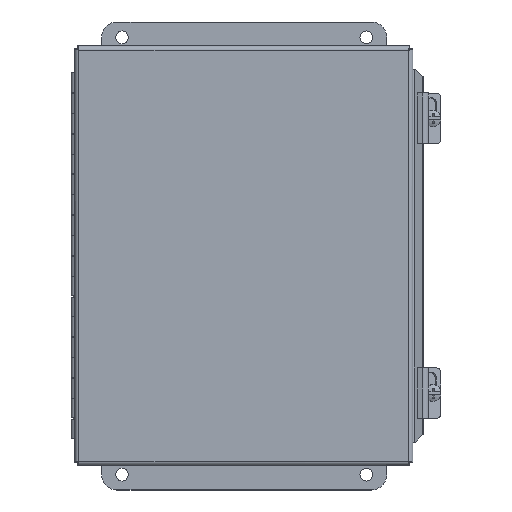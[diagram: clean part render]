
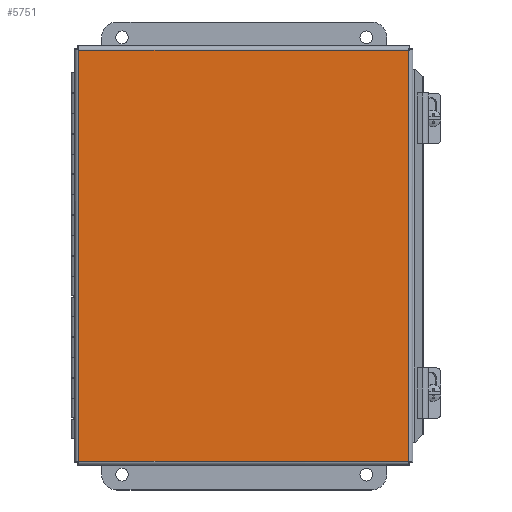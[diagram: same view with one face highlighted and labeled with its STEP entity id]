
A CAD part, top view. The second image highlights one B-rep face of the part: STEP entity #5751.
In plain terms, the highlighted face is planar.
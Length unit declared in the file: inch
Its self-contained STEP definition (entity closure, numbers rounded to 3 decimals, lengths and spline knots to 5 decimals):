
#303=PLANE('',#6158);
#769=LINE('',#9357,#1303);
#785=LINE('',#9459,#1319);
#799=LINE('',#9556,#1333);
#806=LINE('',#9639,#1340);
#1303=VECTOR('',#7257,10.102);
#1319=VECTOR('',#7287,8.102);
#1333=VECTOR('',#7315,10.102);
#1340=VECTOR('',#7332,8.102);
#1806=FACE_OUTER_BOUND('',#2197,.T.);
#2197=EDGE_LOOP('',(#4765,#4766,#4767,#4768));
#2785=VERTEX_POINT('',#9348);
#2786=VERTEX_POINT('',#9356);
#2797=VERTEX_POINT('',#9451);
#2805=VERTEX_POINT('',#9548);
#3430=EDGE_CURVE('',#2786,#2785,#769,.T.);
#3450=EDGE_CURVE('',#2785,#2797,#785,.T.);
#3468=EDGE_CURVE('',#2797,#2805,#799,.T.);
#3479=EDGE_CURVE('',#2805,#2786,#806,.T.);
#4765=ORIENTED_EDGE('',*,*,#3430,.T.);
#4766=ORIENTED_EDGE('',*,*,#3450,.T.);
#4767=ORIENTED_EDGE('',*,*,#3468,.T.);
#4768=ORIENTED_EDGE('',*,*,#3479,.T.);
#5751=ADVANCED_FACE('',(#1806),#303,.F.);
#6158=AXIS2_PLACEMENT_3D('',#9725,#7357,#7358);
#7257=DIRECTION('',(0.,-1.,0.));
#7287=DIRECTION('',(-1.,0.,0.));
#7315=DIRECTION('',(0.,1.,0.));
#7332=DIRECTION('',(1.,0.,0.));
#7357=DIRECTION('center_axis',(0.,0.,1.));
#7358=DIRECTION('ref_axis',(1.,0.,0.));
#9348=CARTESIAN_POINT('',(8.20725,0.10525,0.));
#9356=CARTESIAN_POINT('',(8.20725,10.20725,0.));
#9357=CARTESIAN_POINT('',(8.20725,7.68175,0.));
#9451=CARTESIAN_POINT('',(0.10525,0.10525,0.));
#9459=CARTESIAN_POINT('',(6.18175,0.10525,0.));
#9548=CARTESIAN_POINT('',(0.10525,10.20725,0.));
#9556=CARTESIAN_POINT('',(0.10525,2.63075,0.));
#9639=CARTESIAN_POINT('',(2.13075,10.20725,0.));
#9725=CARTESIAN_POINT('Origin',(4.15625,5.15625,0.));
